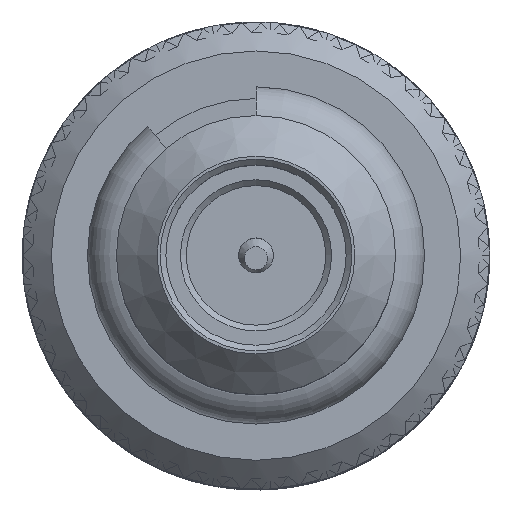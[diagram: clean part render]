
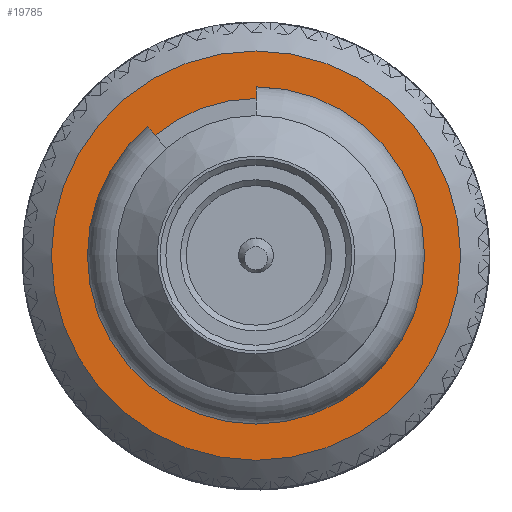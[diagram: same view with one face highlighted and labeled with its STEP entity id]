
A CAD part, top view. The second image highlights one B-rep face of the part: STEP entity #19785.
In plain terms, the highlighted planar face has unit normal (0, 0, 1).
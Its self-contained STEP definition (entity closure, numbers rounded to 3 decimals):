
#19785 = ADVANCED_FACE( '', ( #47661, #47662 ), #47663, .F. );
#47661 = FACE_OUTER_BOUND( '', #227822, .T. );
#47662 = FACE_BOUND( '', #227823, .T. );
#47663 = PLANE( '', #227824 );
#227822 = EDGE_LOOP( '', ( #571266 ) );
#227823 = EDGE_LOOP( '', ( #571267 ) );
#227824 = AXIS2_PLACEMENT_3D( '', #571268, #571269, #571270 );
#571266 = ORIENTED_EDGE( '', *, *, #619852, .T. );
#571267 = ORIENTED_EDGE( '', *, *, #626856, .T. );
#571268 = CARTESIAN_POINT( '', ( 0., 0., 0. ) );
#571269 = DIRECTION( '', ( 0., 0., -1. ) );
#571270 = DIRECTION( '', ( -1., 0., 0. ) );
#619852 = EDGE_CURVE( '', #657700, #657700, #657701, .F. );
#626856 = EDGE_CURVE( '', #669036, #669036, #669037, .T. );
#657700 = VERTEX_POINT( '', #716771 );
#657701 = CIRCLE( '', #716772, 1.76 );
#669036 = VERTEX_POINT( '', #774657 );
#669037 = CIRCLE( '', #774658, 1.35 );
#716771 = CARTESIAN_POINT( '', ( -1.76, 0., 0. ) );
#716772 = AXIS2_PLACEMENT_3D( '', #955320, #955321, #955322 );
#774657 = CARTESIAN_POINT( '', ( -1.35, 0., 0. ) );
#774658 = AXIS2_PLACEMENT_3D( '', #955708, #955709, #955710 );
#955320 = CARTESIAN_POINT( '', ( 0., 0., 0. ) );
#955321 = DIRECTION( '', ( 0., 0., -1. ) );
#955322 = DIRECTION( '', ( -1., 0., 0. ) );
#955708 = CARTESIAN_POINT( '', ( 0., 0., 0. ) );
#955709 = DIRECTION( '', ( 0., 0., -1. ) );
#955710 = DIRECTION( '', ( -1., 0., 0. ) );
